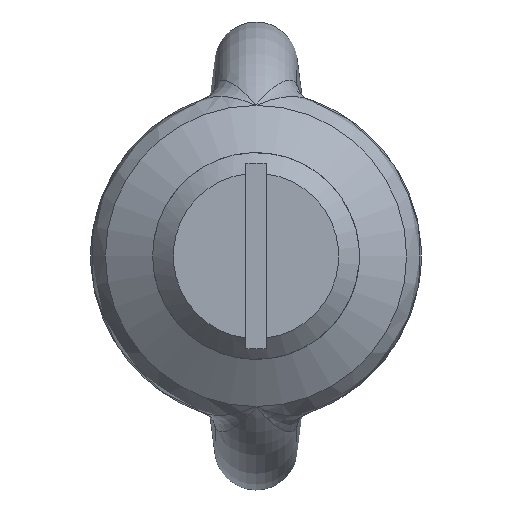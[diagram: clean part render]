
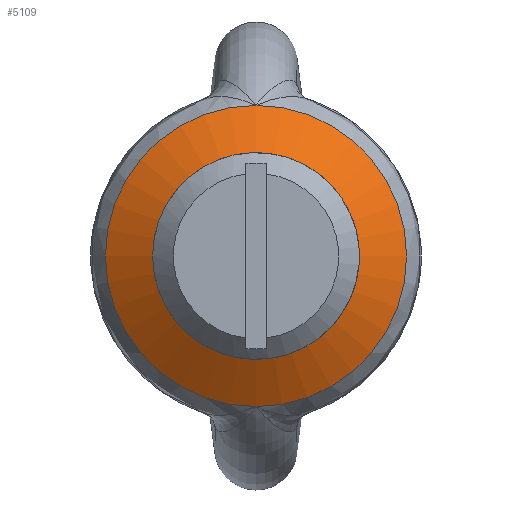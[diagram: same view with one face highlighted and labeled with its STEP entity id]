
A CAD part, front view. The second image highlights one B-rep face of the part: STEP entity #5109.
In plain terms, the highlighted free-form (B-spline) face has degree [2, 2] with [3, 3] control points.
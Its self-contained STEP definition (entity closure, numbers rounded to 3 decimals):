
#288=CARTESIAN_POINT('',(0.,-8.705,-7.283));
#289=VERTEX_POINT('',#288);
#1166=CARTESIAN_POINT('',(0.,-8.705,7.283));
#1167=VERTEX_POINT('',#1166);
#1776=CARTESIAN_POINT('',(0.0,-8.705,0.0));
#1777=DIRECTION('',(0.0,1.0,0.0));
#1778=DIRECTION('',(-1.0,0.0,0.0));
#1779=AXIS2_PLACEMENT_3D('',#1776,#1777,#1778);
#1780=CIRCLE('',#1779,7.283);
#1781=EDGE_CURVE('',#1167,#289,#1780,.T.);
#1972=CARTESIAN_POINT('',(0.0,-8.705,0.0));
#1973=DIRECTION('',(0.0,1.0,0.0));
#1974=DIRECTION('',(-1.0,0.0,0.0));
#1975=AXIS2_PLACEMENT_3D('',#1972,#1973,#1974);
#1976=CIRCLE('',#1975,7.283);
#1977=EDGE_CURVE('',#289,#1167,#1976,.T.);
#3774=CARTESIAN_POINT('',(-5.0,-10.189,0.));
#3775=VERTEX_POINT('',#3774);
#3776=CARTESIAN_POINT('',(0.0,-10.189,0.0));
#3777=DIRECTION('',(0.0,1.0,0.0));
#3778=DIRECTION('',(1.0,0.0,0.0));
#3779=AXIS2_PLACEMENT_3D('',#3776,#3777,#3778);
#3780=CIRCLE('',#3779,5.0);
#3781=EDGE_CURVE('',#3775,#3775,#3780,.T.);
#5085=CARTESIAN_POINT('',(5.586,-6.676,-7.283));
#5086=CARTESIAN_POINT('',(9.497,-11.35,0.0));
#5087=CARTESIAN_POINT('',(5.586,-6.676,7.283));
#5088=CARTESIAN_POINT('',(0.,-11.35,-7.283));
#5089=CARTESIAN_POINT('',(0.,-19.296,0.0));
#5090=CARTESIAN_POINT('',(0.,-11.35,7.283));
#5091=CARTESIAN_POINT('',(-5.586,-6.676,-7.283));
#5092=CARTESIAN_POINT('',(-9.497,-11.35,0.0));
#5093=CARTESIAN_POINT('',(-5.586,-6.676,7.283));
#5101=(BOUNDED_SURFACE()B_SPLINE_SURFACE(2,2,((#5085,#5088,#5091),(#5086,#5089,#5092),(#5087,#5090,#5093)),.UNSPECIFIED.,.F.,.F.,.U.)B_SPLINE_SURFACE_WITH_KNOTS((3,3),(3,3),(-0.697,0.697),(0.0,1.393),.UNSPECIFIED.)GEOMETRIC_REPRESENTATION_ITEM()RATIONAL_B_SPLINE_SURFACE(((1.0,0.767,1.0),(0.767,0.588,0.767),(1.0,0.767,1.0)))REPRESENTATION_ITEM('')SURFACE());
#5102=ORIENTED_EDGE('',*,*,#3781,.T.);
#5103=EDGE_LOOP('',(#5102));
#5104=FACE_OUTER_BOUND('',#5103,.T.);
#5105=ORIENTED_EDGE('',*,*,#1781,.F.);
#5106=ORIENTED_EDGE('',*,*,#1977,.F.);
#5107=EDGE_LOOP('',(#5105,#5106));
#5108=FACE_BOUND('',#5107,.T.);
#5109=ADVANCED_FACE('',(#5104,#5108),#5101,.T.);
